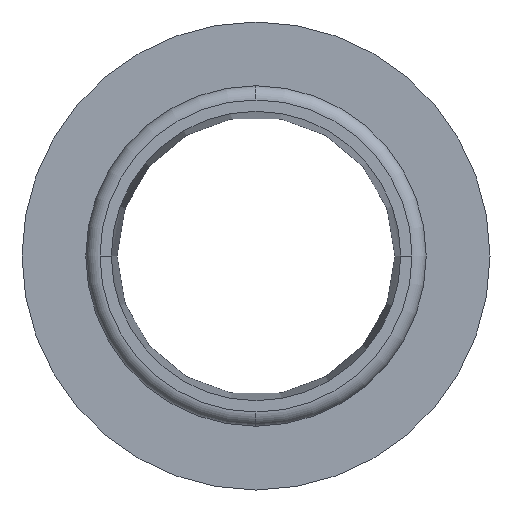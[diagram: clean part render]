
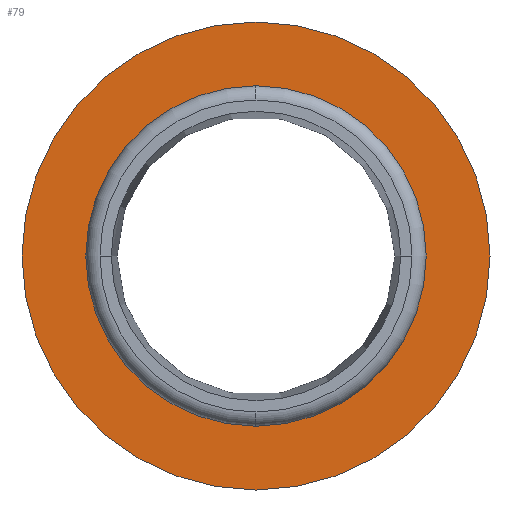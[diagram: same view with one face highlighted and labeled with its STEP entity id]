
A CAD part, left-side view. The second image highlights one B-rep face of the part: STEP entity #79.
In plain terms, the highlighted planar face has unit normal (-1, 0, 0).
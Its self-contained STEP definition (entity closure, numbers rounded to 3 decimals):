
#79=ADVANCED_FACE('',(#154,#155),#156,.T.);
#154=FACE_BOUND('',#232,.T.);
#155=FACE_OUTER_BOUND('',#233,.T.);
#156=PLANE('',#234);
#232=EDGE_LOOP('',(#487,#488));
#233=EDGE_LOOP('',(#489,#490));
#234=AXIS2_PLACEMENT_3D('',#491,#492,#493);
#487=ORIENTED_EDGE('',*,*,#518,.F.);
#488=ORIENTED_EDGE('',*,*,#591,.F.);
#489=ORIENTED_EDGE('',*,*,#524,.T.);
#490=ORIENTED_EDGE('',*,*,#590,.T.);
#491=CARTESIAN_POINT('',(28.2,7.125,0.));
#492=DIRECTION('',(-1.0,0.0,0.));
#493=DIRECTION('',(0.0,1.0,0.0));
#518=EDGE_CURVE('',#605,#607,#608,.T.);
#524=EDGE_CURVE('',#613,#617,#619,.T.);
#590=EDGE_CURVE('',#617,#613,#724,.T.);
#591=EDGE_CURVE('',#607,#605,#725,.T.);
#605=VERTEX_POINT('',#739);
#607=VERTEX_POINT('',#742);
#608=CIRCLE('',#743,6.0);
#613=VERTEX_POINT('',#749);
#617=VERTEX_POINT('',#754);
#619=CIRCLE('',#757,8.25);
#724=CIRCLE('',#882,8.25);
#725=CIRCLE('',#883,6.0);
#739=CARTESIAN_POINT('',(28.2,6.0,0.));
#742=CARTESIAN_POINT('',(28.2,-6.0,0.));
#743=AXIS2_PLACEMENT_3D('',#904,#905,#906);
#749=CARTESIAN_POINT('',(28.2,8.25,0.));
#754=CARTESIAN_POINT('',(28.2,-8.25,0.));
#757=AXIS2_PLACEMENT_3D('',#916,#917,#918);
#882=AXIS2_PLACEMENT_3D('',#1074,#1075,#1076);
#883=AXIS2_PLACEMENT_3D('',#1077,#1078,#1079);
#904=CARTESIAN_POINT('',(28.2,0.0,0.));
#905=DIRECTION('',(-1.0,0.0,0.));
#906=DIRECTION('',(0.0,1.0,0.0));
#916=CARTESIAN_POINT('',(28.2,0.0,0.));
#917=DIRECTION('',(-1.0,0.0,0.));
#918=DIRECTION('',(0.0,1.0,0.0));
#1074=CARTESIAN_POINT('',(28.2,0.0,0.));
#1075=DIRECTION('',(-1.0,0.0,0.));
#1076=DIRECTION('',(0.0,1.0,0.0));
#1077=CARTESIAN_POINT('',(28.2,0.0,0.));
#1078=DIRECTION('',(-1.0,0.0,0.));
#1079=DIRECTION('',(0.0,1.0,0.0));
